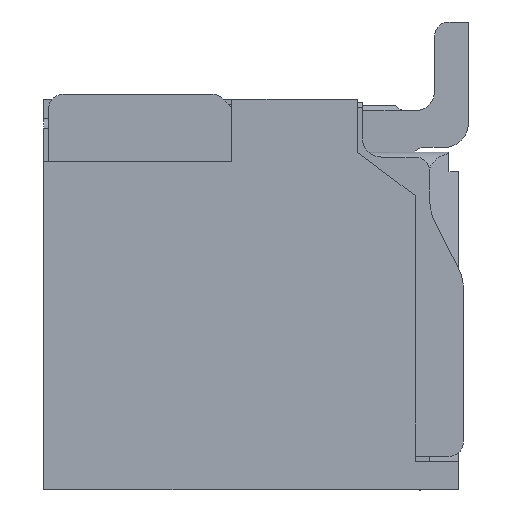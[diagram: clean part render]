
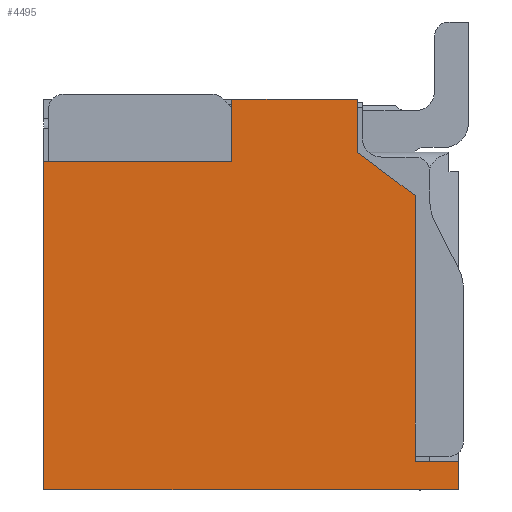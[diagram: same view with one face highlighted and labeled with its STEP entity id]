
A CAD part, left-side view. The second image highlights one B-rep face of the part: STEP entity #4495.
In plain terms, the highlighted planar face has unit normal (-1, 0, 0).
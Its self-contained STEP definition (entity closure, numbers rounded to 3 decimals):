
#68 = DIRECTION ( 'NONE',  ( 0., 1., 0. ) ) ;
#100 = EDGE_CURVE ( 'NONE', #1827, #665, #5540, .T. ) ;
#284 = VECTOR ( 'NONE', #68, 1000. ) ;
#379 = LINE ( 'NONE', #15604, #3708 ) ;
#430 = DIRECTION ( 'NONE',  ( 0., 0., -1. ) ) ;
#565 = VECTOR ( 'NONE', #1135, 1000. ) ;
#665 = VERTEX_POINT ( 'NONE', #13441 ) ;
#781 = LINE ( 'NONE', #9185, #3774 ) ;
#833 = ORIENTED_EDGE ( 'NONE', *, *, #3751, .F. ) ;
#960 = VERTEX_POINT ( 'NONE', #8074 ) ;
#1036 = LINE ( 'NONE', #7903, #565 ) ;
#1135 = DIRECTION ( 'NONE',  ( 0., -1., 0. ) ) ;
#1177 = EDGE_CURVE ( 'NONE', #1888, #10399, #3007, .T. ) ;
#1250 = CARTESIAN_POINT ( 'NONE',  ( -4.125, 0., -2.025 ) ) ;
#1827 = VERTEX_POINT ( 'NONE', #15440 ) ;
#1888 = VERTEX_POINT ( 'NONE', #6732 ) ;
#2083 = VERTEX_POINT ( 'NONE', #8685 ) ;
#2212 = CARTESIAN_POINT ( 'NONE',  ( -4.125, 2.15, 1.375 ) ) ;
#2417 = VECTOR ( 'NONE', #12407, 1000. ) ;
#2564 = CARTESIAN_POINT ( 'NONE',  ( -4.125, 0.2, 0. ) ) ;
#2822 = ORIENTED_EDGE ( 'NONE', *, *, #12260, .F. ) ;
#3007 = LINE ( 'NONE', #7069, #5066 ) ;
#3253 = DIRECTION ( 'NONE',  ( 1., 0., 0. ) ) ;
#3708 = VECTOR ( 'NONE', #5895, 1000. ) ;
#3751 = EDGE_CURVE ( 'NONE', #16275, #1888, #13648, .T. ) ;
#3774 = VECTOR ( 'NONE', #17285, 1000. ) ;
#3902 = CARTESIAN_POINT ( 'NONE',  ( -4.125, 0.2, 2.025 ) ) ;
#4054 = EDGE_CURVE ( 'NONE', #10399, #8359, #1036, .T. ) ;
#4495 = ADVANCED_FACE ( 'NONE', ( #7323 ), #8565, .F. ) ;
#4640 = EDGE_CURVE ( 'NONE', #17849, #1827, #781, .T. ) ;
#5066 = VECTOR ( 'NONE', #9674, 1000. ) ;
#5540 = LINE ( 'NONE', #7000, #11399 ) ;
#5626 = DIRECTION ( 'NONE',  ( 0., -0.8, -0.6 ) ) ;
#5895 = DIRECTION ( 'NONE',  ( 0., 0., 1. ) ) ;
#6084 = EDGE_CURVE ( 'NONE', #2083, #960, #16665, .T. ) ;
#6386 = LINE ( 'NONE', #10278, #6579 ) ;
#6579 = VECTOR ( 'NONE', #7733, 1000. ) ;
#6714 = LINE ( 'NONE', #2564, #16255 ) ;
#6732 = CARTESIAN_POINT ( 'NONE',  ( -4.125, 2.15, -2.025 ) ) ;
#7000 = CARTESIAN_POINT ( 'NONE',  ( -4.125, -1.1, 1.475 ) ) ;
#7069 = CARTESIAN_POINT ( 'NONE',  ( -4.125, 2.15, 0. ) ) ;
#7323 = FACE_OUTER_BOUND ( 'NONE', #10420, .T. ) ;
#7360 = CARTESIAN_POINT ( 'NONE',  ( -4.125, -2.15, -2.025 ) ) ;
#7733 = DIRECTION ( 'NONE',  ( 0., 0., -1. ) ) ;
#7863 = EDGE_CURVE ( 'NONE', #17774, #17849, #8586, .T. ) ;
#7903 = CARTESIAN_POINT ( 'NONE',  ( -4.125, 0., 1.375 ) ) ;
#8074 = CARTESIAN_POINT ( 'NONE',  ( -4.125, -2.15, -1.725 ) ) ;
#8359 = VERTEX_POINT ( 'NONE', #8928 ) ;
#8565 = PLANE ( 'NONE',  #14197 ) ;
#8586 = LINE ( 'NONE', #15584, #13243 ) ;
#8685 = CARTESIAN_POINT ( 'NONE',  ( -4.125, -1.7, -1.725 ) ) ;
#8928 = CARTESIAN_POINT ( 'NONE',  ( -4.125, 0.2, 1.375 ) ) ;
#9185 = CARTESIAN_POINT ( 'NONE',  ( -4.125, -1.1, 0. ) ) ;
#9217 = ORIENTED_EDGE ( 'NONE', *, *, #6084, .F. ) ;
#9674 = DIRECTION ( 'NONE',  ( 0., 0., 1. ) ) ;
#9804 = ORIENTED_EDGE ( 'NONE', *, *, #14350, .F. ) ;
#10278 = CARTESIAN_POINT ( 'NONE',  ( -4.125, -1.7, 0. ) ) ;
#10346 = ORIENTED_EDGE ( 'NONE', *, *, #100, .F. ) ;
#10399 = VERTEX_POINT ( 'NONE', #2212 ) ;
#10420 = EDGE_LOOP ( 'NONE', ( #833, #13956, #9217, #9804, #10346, #16753, #14252, #2822, #13215, #13913 ) ) ;
#11055 = CARTESIAN_POINT ( 'NONE',  ( -4.125, 0., -1.725 ) ) ;
#11352 = EDGE_CURVE ( 'NONE', #16275, #960, #379, .T. ) ;
#11399 = VECTOR ( 'NONE', #5626, 1000. ) ;
#12260 = EDGE_CURVE ( 'NONE', #8359, #17774, #6714, .T. ) ;
#12407 = DIRECTION ( 'NONE',  ( 0., -1., 0. ) ) ;
#13215 = ORIENTED_EDGE ( 'NONE', *, *, #4054, .F. ) ;
#13243 = VECTOR ( 'NONE', #17206, 1000. ) ;
#13441 = CARTESIAN_POINT ( 'NONE',  ( -4.125, -1.7, 1.025 ) ) ;
#13648 = LINE ( 'NONE', #1250, #284 ) ;
#13685 = DIRECTION ( 'NONE',  ( 0., 0., 1. ) ) ;
#13913 = ORIENTED_EDGE ( 'NONE', *, *, #1177, .F. ) ;
#13956 = ORIENTED_EDGE ( 'NONE', *, *, #11352, .T. ) ;
#14197 = AXIS2_PLACEMENT_3D ( 'NONE', #16922, #3253, #430 ) ;
#14252 = ORIENTED_EDGE ( 'NONE', *, *, #7863, .F. ) ;
#14350 = EDGE_CURVE ( 'NONE', #665, #2083, #6386, .T. ) ;
#15440 = CARTESIAN_POINT ( 'NONE',  ( -4.125, -1.1, 1.475 ) ) ;
#15584 = CARTESIAN_POINT ( 'NONE',  ( -4.125, 0., 2.025 ) ) ;
#15604 = CARTESIAN_POINT ( 'NONE',  ( -4.125, -2.15, -0.375 ) ) ;
#16255 = VECTOR ( 'NONE', #13685, 1000. ) ;
#16275 = VERTEX_POINT ( 'NONE', #7360 ) ;
#16665 = LINE ( 'NONE', #11055, #2417 ) ;
#16747 = CARTESIAN_POINT ( 'NONE',  ( -4.125, -1.1, 2.025 ) ) ;
#16753 = ORIENTED_EDGE ( 'NONE', *, *, #4640, .F. ) ;
#16922 = CARTESIAN_POINT ( 'NONE',  ( -4.125, 0., 0. ) ) ;
#17206 = DIRECTION ( 'NONE',  ( 0., -1., 0. ) ) ;
#17285 = DIRECTION ( 'NONE',  ( 0., 0., -1. ) ) ;
#17774 = VERTEX_POINT ( 'NONE', #3902 ) ;
#17849 = VERTEX_POINT ( 'NONE', #16747 ) ;
